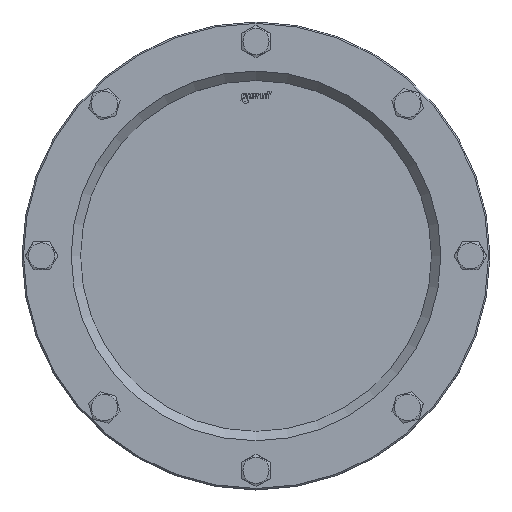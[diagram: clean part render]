
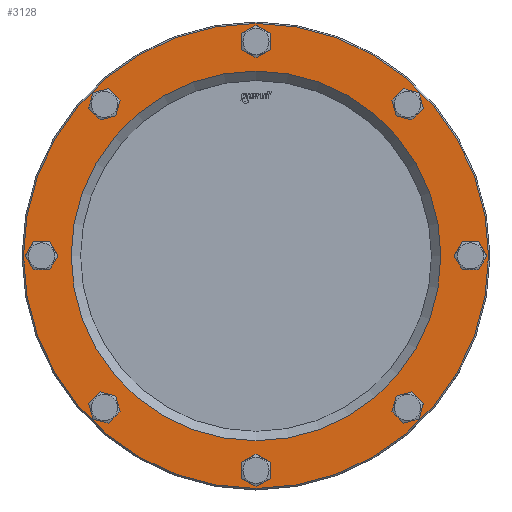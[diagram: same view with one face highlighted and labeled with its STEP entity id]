
A CAD part, top view. The second image highlights one B-rep face of the part: STEP entity #3128.
In plain terms, the highlighted planar face has unit normal (0, 0, 1).
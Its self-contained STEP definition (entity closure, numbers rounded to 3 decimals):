
#2458=CARTESIAN_POINT('',(137.5,-6.5,27.5));
#2459=VERTEX_POINT('',#2458);
#2468=CARTESIAN_POINT('',(137.5,6.5,27.5));
#2469=VERTEX_POINT('',#2468);
#2470=CARTESIAN_POINT('',(137.5,-0.,27.5));
#2471=DIRECTION('',(0.,0.,1.));
#2472=DIRECTION('',(0.,-1.,-0.));
#2473=AXIS2_PLACEMENT_3D('',#2470,#2471,#2472);
#2474=CIRCLE('',#2473,6.5);
#2475=EDGE_CURVE('NONE',#2459,#2469,#2474,.T.);
#2477=CARTESIAN_POINT('',(137.5,-0.,27.5));
#2478=DIRECTION('',(0.,0.,1.));
#2479=DIRECTION('',(0.,-1.,-0.));
#2480=AXIS2_PLACEMENT_3D('',#2477,#2478,#2479);
#2481=CIRCLE('',#2480,6.5);
#2482=EDGE_CURVE('NONE',#2469,#2459,#2481,.T.);
#2509=CARTESIAN_POINT('',(97.227,-103.727,27.5));
#2510=VERTEX_POINT('',#2509);
#2519=CARTESIAN_POINT('',(97.227,-90.727,27.5));
#2520=VERTEX_POINT('',#2519);
#2521=CARTESIAN_POINT('',(97.227,-97.227,27.5));
#2522=DIRECTION('',(0.,0.,1.));
#2523=DIRECTION('',(0.,-1.,-0.));
#2524=AXIS2_PLACEMENT_3D('',#2521,#2522,#2523);
#2525=CIRCLE('',#2524,6.5);
#2526=EDGE_CURVE('NONE',#2510,#2520,#2525,.T.);
#2528=CARTESIAN_POINT('',(97.227,-97.227,27.5));
#2529=DIRECTION('',(0.,0.,1.));
#2530=DIRECTION('',(0.,-1.,-0.));
#2531=AXIS2_PLACEMENT_3D('',#2528,#2529,#2530);
#2532=CIRCLE('',#2531,6.5);
#2533=EDGE_CURVE('NONE',#2520,#2510,#2532,.T.);
#2560=CARTESIAN_POINT('',(-0.,-144.,27.5));
#2561=VERTEX_POINT('',#2560);
#2570=CARTESIAN_POINT('',(-0.,-131.,27.5));
#2571=VERTEX_POINT('',#2570);
#2572=CARTESIAN_POINT('',(-0.,-137.5,27.5));
#2573=DIRECTION('',(0.,0.,1.));
#2574=DIRECTION('',(0.,-1.,-0.));
#2575=AXIS2_PLACEMENT_3D('',#2572,#2573,#2574);
#2576=CIRCLE('',#2575,6.5);
#2577=EDGE_CURVE('NONE',#2561,#2571,#2576,.T.);
#2579=CARTESIAN_POINT('',(-0.,-137.5,27.5));
#2580=DIRECTION('',(0.,0.,1.));
#2581=DIRECTION('',(0.,-1.,-0.));
#2582=AXIS2_PLACEMENT_3D('',#2579,#2580,#2581);
#2583=CIRCLE('',#2582,6.5);
#2584=EDGE_CURVE('NONE',#2571,#2561,#2583,.T.);
#2611=CARTESIAN_POINT('',(-97.227,-103.727,27.5));
#2612=VERTEX_POINT('',#2611);
#2621=CARTESIAN_POINT('',(-97.227,-90.727,27.5));
#2622=VERTEX_POINT('',#2621);
#2623=CARTESIAN_POINT('',(-97.227,-97.227,27.5));
#2624=DIRECTION('',(0.,0.,1.));
#2625=DIRECTION('',(0.,-1.,-0.));
#2626=AXIS2_PLACEMENT_3D('',#2623,#2624,#2625);
#2627=CIRCLE('',#2626,6.5);
#2628=EDGE_CURVE('NONE',#2612,#2622,#2627,.T.);
#2630=CARTESIAN_POINT('',(-97.227,-97.227,27.5));
#2631=DIRECTION('',(0.,0.,1.));
#2632=DIRECTION('',(0.,-1.,-0.));
#2633=AXIS2_PLACEMENT_3D('',#2630,#2631,#2632);
#2634=CIRCLE('',#2633,6.5);
#2635=EDGE_CURVE('NONE',#2622,#2612,#2634,.T.);
#2662=CARTESIAN_POINT('',(-137.5,-6.5,27.5));
#2663=VERTEX_POINT('',#2662);
#2672=CARTESIAN_POINT('',(-137.5,6.5,27.5));
#2673=VERTEX_POINT('',#2672);
#2674=CARTESIAN_POINT('',(-137.5,0.,27.5));
#2675=DIRECTION('',(0.,0.,1.));
#2676=DIRECTION('',(0.,-1.,-0.));
#2677=AXIS2_PLACEMENT_3D('',#2674,#2675,#2676);
#2678=CIRCLE('',#2677,6.5);
#2679=EDGE_CURVE('NONE',#2663,#2673,#2678,.T.);
#2681=CARTESIAN_POINT('',(-137.5,0.,27.5));
#2682=DIRECTION('',(0.,0.,1.));
#2683=DIRECTION('',(0.,-1.,-0.));
#2684=AXIS2_PLACEMENT_3D('',#2681,#2682,#2683);
#2685=CIRCLE('',#2684,6.5);
#2686=EDGE_CURVE('NONE',#2673,#2663,#2685,.T.);
#2713=CARTESIAN_POINT('',(-97.227,90.727,27.5));
#2714=VERTEX_POINT('',#2713);
#2723=CARTESIAN_POINT('',(-97.227,103.727,27.5));
#2724=VERTEX_POINT('',#2723);
#2725=CARTESIAN_POINT('',(-97.227,97.227,27.5));
#2726=DIRECTION('',(0.,0.,1.));
#2727=DIRECTION('',(0.,-1.,-0.));
#2728=AXIS2_PLACEMENT_3D('',#2725,#2726,#2727);
#2729=CIRCLE('',#2728,6.5);
#2730=EDGE_CURVE('NONE',#2714,#2724,#2729,.T.);
#2732=CARTESIAN_POINT('',(-97.227,97.227,27.5));
#2733=DIRECTION('',(0.,0.,1.));
#2734=DIRECTION('',(0.,-1.,-0.));
#2735=AXIS2_PLACEMENT_3D('',#2732,#2733,#2734);
#2736=CIRCLE('',#2735,6.5);
#2737=EDGE_CURVE('NONE',#2724,#2714,#2736,.T.);
#2764=CARTESIAN_POINT('',(0.,131.,27.5));
#2765=VERTEX_POINT('',#2764);
#2774=CARTESIAN_POINT('',(0.,144.,27.5));
#2775=VERTEX_POINT('',#2774);
#2776=CARTESIAN_POINT('',(0.,137.5,27.5));
#2777=DIRECTION('',(0.,0.,1.));
#2778=DIRECTION('',(0.,-1.,-0.));
#2779=AXIS2_PLACEMENT_3D('',#2776,#2777,#2778);
#2780=CIRCLE('',#2779,6.5);
#2781=EDGE_CURVE('NONE',#2765,#2775,#2780,.T.);
#2783=CARTESIAN_POINT('',(0.,137.5,27.5));
#2784=DIRECTION('',(0.,0.,1.));
#2785=DIRECTION('',(0.,-1.,-0.));
#2786=AXIS2_PLACEMENT_3D('',#2783,#2784,#2785);
#2787=CIRCLE('',#2786,6.5);
#2788=EDGE_CURVE('NONE',#2775,#2765,#2787,.T.);
#2815=CARTESIAN_POINT('',(97.227,90.727,27.5));
#2816=VERTEX_POINT('',#2815);
#2825=CARTESIAN_POINT('',(97.227,103.727,27.5));
#2826=VERTEX_POINT('',#2825);
#2827=CARTESIAN_POINT('',(97.227,97.227,27.5));
#2828=DIRECTION('',(0.,0.,1.));
#2829=DIRECTION('',(0.,-1.,-0.));
#2830=AXIS2_PLACEMENT_3D('',#2827,#2828,#2829);
#2831=CIRCLE('',#2830,6.5);
#2832=EDGE_CURVE('NONE',#2816,#2826,#2831,.T.);
#2834=CARTESIAN_POINT('',(97.227,97.227,27.5));
#2835=DIRECTION('',(0.,0.,1.));
#2836=DIRECTION('',(0.,-1.,-0.));
#2837=AXIS2_PLACEMENT_3D('',#2834,#2835,#2836);
#2838=CIRCLE('',#2837,6.5);
#2839=EDGE_CURVE('NONE',#2826,#2816,#2838,.T.);
#3037=CARTESIAN_POINT('',(0.,-118.5,27.5));
#3038=VERTEX_POINT('',#3037);
#3045=CARTESIAN_POINT('',(0.,118.5,27.5));
#3046=VERTEX_POINT('',#3045);
#3047=CARTESIAN_POINT('',(0.,0.,27.5));
#3048=DIRECTION('',(-0.,-0.,-1.));
#3049=DIRECTION('',(0.,-1.,-0.));
#3050=AXIS2_PLACEMENT_3D('',#3047,#3048,#3049);
#3051=CIRCLE('',#3050,118.5);
#3052=EDGE_CURVE('NONE',#3046,#3038,#3051,.T.);
#3054=CARTESIAN_POINT('',(0.,0.,27.5));
#3055=DIRECTION('',(-0.,-0.,-1.));
#3056=DIRECTION('',(0.,-1.,-0.));
#3057=AXIS2_PLACEMENT_3D('',#3054,#3055,#3056);
#3058=CIRCLE('',#3057,118.5);
#3059=EDGE_CURVE('NONE',#3038,#3046,#3058,.T.);
#3067=CARTESIAN_POINT('',(118.5,0.,27.5));
#3068=DIRECTION('',(0.,0.,1.));
#3069=DIRECTION('',(0.,-1.,-0.));
#3070=AXIS2_PLACEMENT_3D('',#3067,#3068,#3069);
#3071=PLANE('',#3070);
#3072=CARTESIAN_POINT('',(149.1,0.,27.5));
#3073=VERTEX_POINT('',#3072);
#3074=CARTESIAN_POINT('',(-149.1,0.,27.5));
#3075=VERTEX_POINT('',#3074);
#3076=CARTESIAN_POINT('',(0.,0.,27.5));
#3077=DIRECTION('',(0.,0.,1.));
#3078=DIRECTION('',(1.,0.,-0.));
#3079=AXIS2_PLACEMENT_3D('',#3076,#3077,#3078);
#3080=CIRCLE('',#3079,149.1);
#3081=EDGE_CURVE('',#3073,#3075,#3080,.T.);
#3082=ORIENTED_EDGE('',*,*,#3081,.T.);
#3083=CARTESIAN_POINT('',(0.,0.,27.5));
#3084=DIRECTION('',(0.,0.,1.));
#3085=DIRECTION('',(1.,0.,-0.));
#3086=AXIS2_PLACEMENT_3D('',#3083,#3084,#3085);
#3087=CIRCLE('',#3086,149.1);
#3088=EDGE_CURVE('',#3075,#3073,#3087,.T.);
#3089=ORIENTED_EDGE('',*,*,#3088,.T.);
#3090=EDGE_LOOP('',(#3082,#3089));
#3091=FACE_BOUND('',#3090,.T.);
#3092=ORIENTED_EDGE('',*,*,#2475,.F.);
#3093=ORIENTED_EDGE('',*,*,#2482,.F.);
#3094=EDGE_LOOP('',(#3092,#3093));
#3095=FACE_BOUND('',#3094,.T.);
#3096=ORIENTED_EDGE('',*,*,#2526,.F.);
#3097=ORIENTED_EDGE('',*,*,#2533,.F.);
#3098=EDGE_LOOP('',(#3096,#3097));
#3099=FACE_BOUND('',#3098,.T.);
#3100=ORIENTED_EDGE('',*,*,#2577,.F.);
#3101=ORIENTED_EDGE('',*,*,#2584,.F.);
#3102=EDGE_LOOP('',(#3100,#3101));
#3103=FACE_BOUND('',#3102,.T.);
#3104=ORIENTED_EDGE('',*,*,#2628,.F.);
#3105=ORIENTED_EDGE('',*,*,#2635,.F.);
#3106=EDGE_LOOP('',(#3104,#3105));
#3107=FACE_BOUND('',#3106,.T.);
#3108=ORIENTED_EDGE('',*,*,#2679,.F.);
#3109=ORIENTED_EDGE('',*,*,#2686,.F.);
#3110=EDGE_LOOP('',(#3108,#3109));
#3111=FACE_BOUND('',#3110,.T.);
#3112=ORIENTED_EDGE('',*,*,#2730,.F.);
#3113=ORIENTED_EDGE('',*,*,#2737,.F.);
#3114=EDGE_LOOP('',(#3112,#3113));
#3115=FACE_BOUND('',#3114,.T.);
#3116=ORIENTED_EDGE('',*,*,#2781,.F.);
#3117=ORIENTED_EDGE('',*,*,#2788,.F.);
#3118=EDGE_LOOP('',(#3116,#3117));
#3119=FACE_BOUND('',#3118,.T.);
#3120=ORIENTED_EDGE('',*,*,#2832,.F.);
#3121=ORIENTED_EDGE('',*,*,#2839,.F.);
#3122=EDGE_LOOP('',(#3120,#3121));
#3123=FACE_BOUND('',#3122,.T.);
#3124=ORIENTED_EDGE('',*,*,#3059,.T.);
#3125=ORIENTED_EDGE('',*,*,#3052,.T.);
#3126=EDGE_LOOP('',(#3124,#3125));
#3127=FACE_BOUND('',#3126,.T.);
#3128=ADVANCED_FACE('NONE',(#3091,#3095,#3099,#3103,#3107,#3111,#3115,#3119,#3123,#3127),#3071,.T.);
